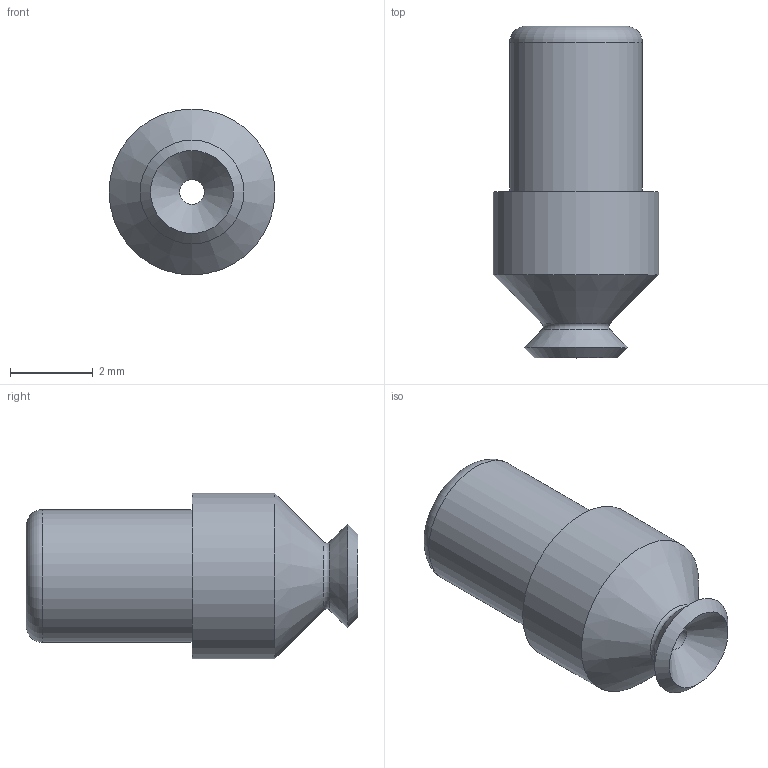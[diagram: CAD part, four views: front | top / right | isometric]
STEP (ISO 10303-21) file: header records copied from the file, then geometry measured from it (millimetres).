
FILE_DESCRIPTION(/* description */ ('STEP AP214'),/* implementation_level */ '2;1');
FILE_NAME(/* name */ '189268_ESS-2-SNA',/* time_stamp */ '2024-08-28T08:53:05+02:00',/* author */ ('License CC BY-ND 4.0'),/* organization */ ('CADENAS'),/* preprocessor_version */ 'ST-DEVELOPER v19.3',/* originating_system */ 'PARTsolutions',/* authorisation */ ' ');
FILE_SCHEMA (('AUTOMOTIVE_DESIGN {1 0 10303 214 3 1 1}'));
Length unit declared in the file: millimetre
Products named in the file (1): 189268 ESS-2-SNA
Bounding box: 4 x 8 x 4 mm (x, y, z)
Volume: 64.4 mm3; surface area: 115.7 mm2
Topology: 1 solids, 1 shells, 11 faces, 20 edges, 11 vertices
Faces by surface type: cone 4, cylinder 3, torus 2, plane 2
Full cylindrical faces by diameter (mm): 0.6 x1, 3.2 x1, 4 x1
Entity records: 258 total; most frequent: DIRECTION 46, CARTESIAN_POINT 34, AXIS2_PLACEMENT_3D 23, ORIENTED_EDGE 22, EDGE_LOOP 22, FACE_BOUND 22, EDGE_CURVE 11, VERTEX_POINT 11
